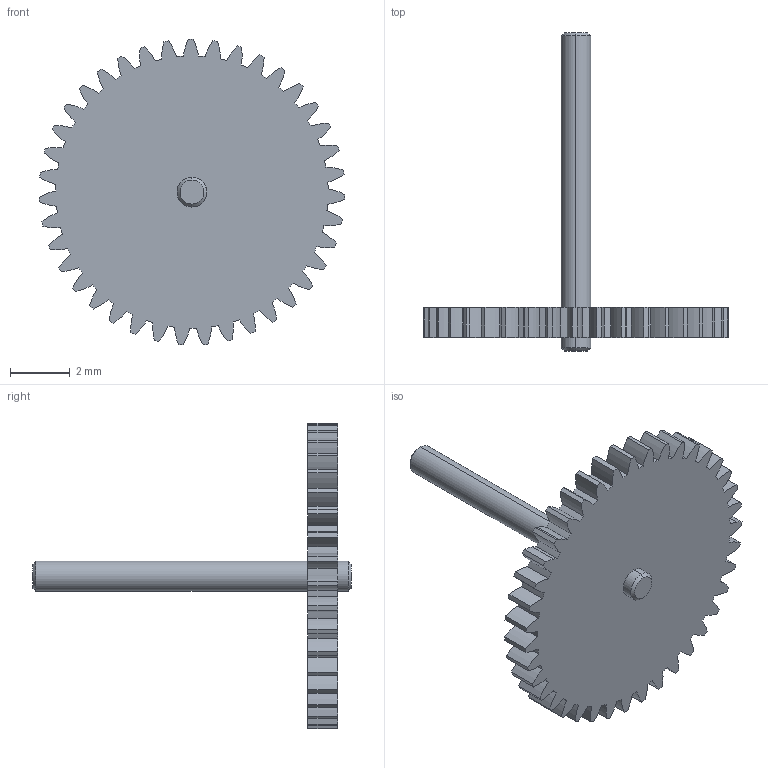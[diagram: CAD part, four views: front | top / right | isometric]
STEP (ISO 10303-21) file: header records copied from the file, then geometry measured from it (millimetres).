
FILE_DESCRIPTION (( 'STEP AP214' ), '1' );
FILE_NAME ('Gear_SubAssembly-1-1.STEP', '2024-01-17T21:37:51', ( '' ), ( '' ), 'SwSTEP 2.0', 'SolidWorks 2022', '' );
FILE_SCHEMA (( 'AUTOMOTIVE_DESIGN' ));
Length unit declared in the file: millimetre
Products named in the file (3): Shaft^Gear_SubAssembly-1; spur gear_iso_ISO - Spur gear 0.25M 39T 20PA 1FW ---S39A75H50L1.0N; Gear_SubAssembly-1-1
Assembly tree (2 placements, depth 2):
  Gear_SubAssembly-1-1
    Shaft^Gear_SubAssembly-1
    spur gear_iso_ISO - Spur gear 0.25M 39T 20PA 1FW ---S39A75H50L1.0N
Bounding box: 10.25 x 10.65 x 10.24 mm (x, y, z)
Volume: 81 mm3; surface area: 244.7 mm2
Topology: 2 solids, 2 shells, 172 faces, 500 edges, 332 vertices
Faces by surface type: cylinder 164, cone 4, plane 4
Entity records: 5998 total; most frequent: DIRECTION 1186, CARTESIAN_POINT 1009, ORIENTED_EDGE 1000, AXIS2_PLACEMENT_3D 509, EDGE_CURVE 500, CIRCLE 332, VERTEX_POINT 332, EDGE_LOOP 174
